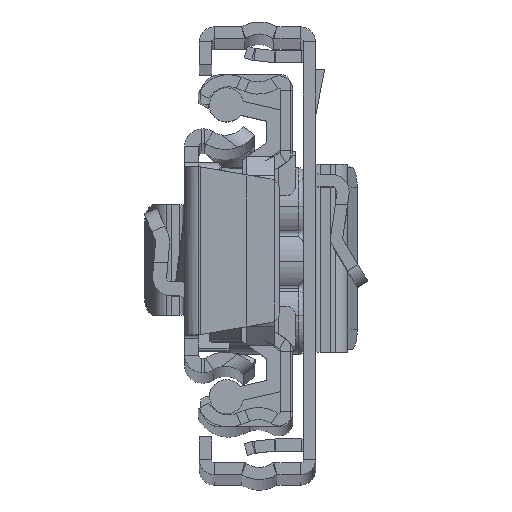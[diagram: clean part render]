
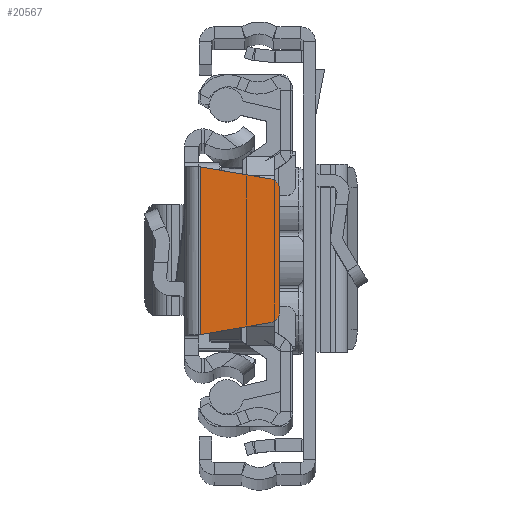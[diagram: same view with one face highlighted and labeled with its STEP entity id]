
A CAD part, top view. The second image highlights one B-rep face of the part: STEP entity #20567.
In plain terms, the highlighted planar face has unit normal (0, 0, 1).
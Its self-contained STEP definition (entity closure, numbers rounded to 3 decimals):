
#206 = DIRECTION ( 'NONE',  ( 0., 1., 0. ) ) ;
#640 = DIRECTION ( 'NONE',  ( 1., 0., 0. ) ) ;
#903 = DIRECTION ( 'NONE',  ( 0., 0., 1. ) ) ;
#1058 = PLANE ( 'NONE',  #12733 ) ;
#1559 = AXIS2_PLACEMENT_3D ( 'NONE', #19136, #903, #12225 ) ;
#1678 = DIRECTION ( 'NONE',  ( 0., -1., 0. ) ) ;
#1962 = VERTEX_POINT ( 'NONE', #16333 ) ;
#1993 = ORIENTED_EDGE ( 'NONE', *, *, #11981, .T. ) ;
#2403 = ORIENTED_EDGE ( 'NONE', *, *, #21394, .T. ) ;
#2471 = ORIENTED_EDGE ( 'NONE', *, *, #14580, .T. ) ;
#3169 = CARTESIAN_POINT ( 'NONE',  ( 1.6, 8.333, 0. ) ) ;
#3422 = LINE ( 'NONE', #16713, #18751 ) ;
#3937 = CARTESIAN_POINT ( 'NONE',  ( 1.6, -8.333, 0. ) ) ;
#4015 = VERTEX_POINT ( 'NONE', #18249 ) ;
#4662 = EDGE_CURVE ( 'NONE', #1962, #4015, #12232, .T. ) ;
#5716 = ORIENTED_EDGE ( 'NONE', *, *, #11478, .T. ) ;
#7263 = AXIS2_PLACEMENT_3D ( 'NONE', #17036, #8370, #13541 ) ;
#8189 = CARTESIAN_POINT ( 'NONE',  ( 8.568, -7.142, 0. ) ) ;
#8370 = DIRECTION ( 'NONE',  ( 0., 0., 1. ) ) ;
#8546 = LINE ( 'NONE', #15253, #9616 ) ;
#9034 = VECTOR ( 'NONE', #13069, 1000. ) ;
#9251 = LINE ( 'NONE', #15645, #17681 ) ;
#9616 = VECTOR ( 'NONE', #206, 1000. ) ;
#10382 = EDGE_LOOP ( 'NONE', ( #1993, #14645, #2403, #5716, #15987, #2471 ) ) ;
#11000 = DIRECTION ( 'NONE',  ( -0.986, 0.168, 0. ) ) ;
#11478 = EDGE_CURVE ( 'NONE', #20661, #1962, #8546, .T. ) ;
#11981 = EDGE_CURVE ( 'NONE', #13608, #20094, #3422, .T. ) ;
#12225 = DIRECTION ( 'NONE',  ( 1., 0., 0. ) ) ;
#12232 = CIRCLE ( 'NONE', #7263, 1. ) ;
#12693 = DIRECTION ( 'NONE',  ( 0., 0., -1. ) ) ;
#12733 = AXIS2_PLACEMENT_3D ( 'NONE', #19189, #12693, #640 ) ;
#13069 = DIRECTION ( 'NONE',  ( 0.986, 0.168, 0. ) ) ;
#13197 = LINE ( 'NONE', #14723, #9034 ) ;
#13541 = DIRECTION ( 'NONE',  ( 1., 0., 0. ) ) ;
#13608 = VERTEX_POINT ( 'NONE', #3169 ) ;
#14580 = EDGE_CURVE ( 'NONE', #4015, #13608, #9251, .T. ) ;
#14645 = ORIENTED_EDGE ( 'NONE', *, *, #18935, .T. ) ;
#14723 = CARTESIAN_POINT ( 'NONE',  ( 8.568, -7.142, 0. ) ) ;
#15253 = CARTESIAN_POINT ( 'NONE',  ( 9.4, 6.156, 0. ) ) ;
#15645 = CARTESIAN_POINT ( 'NONE',  ( 1.5, 8.35, 0. ) ) ;
#15987 = ORIENTED_EDGE ( 'NONE', *, *, #4662, .T. ) ;
#16333 = CARTESIAN_POINT ( 'NONE',  ( 9.4, 6.156, 0. ) ) ;
#16713 = CARTESIAN_POINT ( 'NONE',  ( 1.6, -8.333, 0. ) ) ;
#17036 = CARTESIAN_POINT ( 'NONE',  ( 8.4, 6.156, 0. ) ) ;
#17630 = FACE_OUTER_BOUND ( 'NONE', #10382, .T. ) ;
#17681 = VECTOR ( 'NONE', #11000, 1000. ) ;
#17845 = CARTESIAN_POINT ( 'NONE',  ( 9.4, -6.156, 0. ) ) ;
#18249 = CARTESIAN_POINT ( 'NONE',  ( 8.568, 7.142, 0. ) ) ;
#18751 = VECTOR ( 'NONE', #1678, 1000. ) ;
#18935 = EDGE_CURVE ( 'NONE', #20094, #20723, #13197, .T. ) ;
#19136 = CARTESIAN_POINT ( 'NONE',  ( 8.4, -6.156, 0. ) ) ;
#19189 = CARTESIAN_POINT ( 'NONE',  ( 8.4, 6.156, 0. ) ) ;
#20094 = VERTEX_POINT ( 'NONE', #3937 ) ;
#20485 = CIRCLE ( 'NONE', #1559, 1. ) ;
#20567 = ADVANCED_FACE ( 'NONE', ( #17630 ), #1058, .F. ) ;
#20661 = VERTEX_POINT ( 'NONE', #17845 ) ;
#20723 = VERTEX_POINT ( 'NONE', #8189 ) ;
#21394 = EDGE_CURVE ( 'NONE', #20723, #20661, #20485, .T. ) ;
